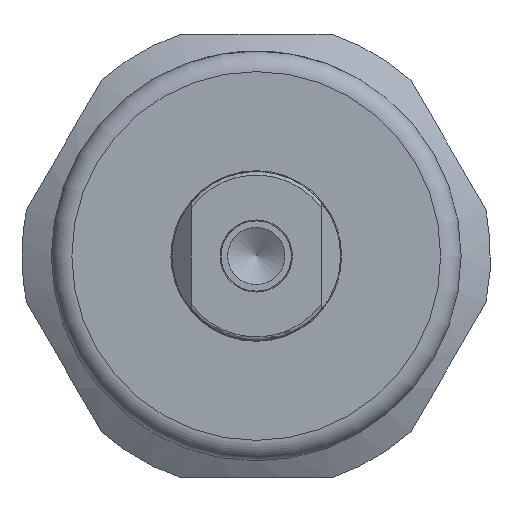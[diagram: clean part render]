
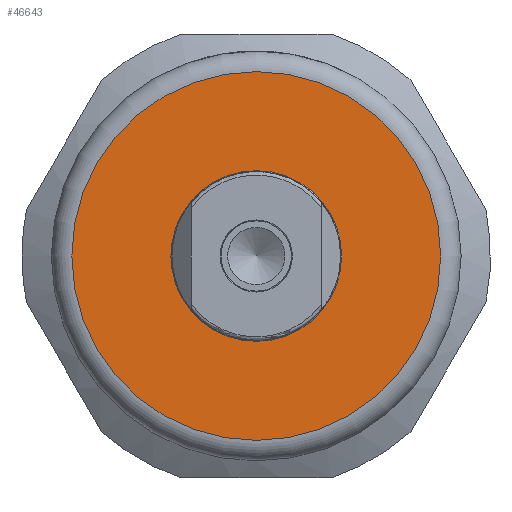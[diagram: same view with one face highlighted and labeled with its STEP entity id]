
A CAD part, left-side view. The second image highlights one B-rep face of the part: STEP entity #46643.
In plain terms, the highlighted planar face has unit normal (-1, 0, 0).
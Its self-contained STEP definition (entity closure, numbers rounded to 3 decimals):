
#46315=CARTESIAN_POINT('',(-139.,27.,0.));
#46316=VERTEX_POINT('',#46315);
#46317=CARTESIAN_POINT('',(-139.,0.,0.0));
#46318=DIRECTION('',(1.0,0.0,0.0));
#46319=DIRECTION('',(0.0,-1.0,0.0));
#46320=AXIS2_PLACEMENT_3D('',#46317,#46318,#46319);
#46321=CIRCLE('',#46320,27.);
#46322=EDGE_CURVE('',#46316,#46316,#46321,.T.);
#46624=CARTESIAN_POINT('',(-139.,21.25,0.0));
#46625=DIRECTION('',(-1.0,0.0,0.0));
#46626=DIRECTION('',(0.0,0.0,1.0));
#46627=AXIS2_PLACEMENT_3D('',#46624,#46625,#46626);
#46628=PLANE('',#46627);
#46629=ORIENTED_EDGE('',*,*,#46322,.F.);
#46630=EDGE_LOOP('',(#46629));
#46631=FACE_OUTER_BOUND('',#46630,.T.);
#46632=CARTESIAN_POINT('',(-139.,12.5,0.0));
#46633=VERTEX_POINT('',#46632);
#46634=CARTESIAN_POINT('',(-139.,0.,0.0));
#46635=DIRECTION('',(1.0,0.0,0.0));
#46636=DIRECTION('',(0.0,1.0,0.0));
#46637=AXIS2_PLACEMENT_3D('',#46634,#46635,#46636);
#46638=CIRCLE('',#46637,12.5);
#46639=EDGE_CURVE('',#46633,#46633,#46638,.T.);
#46640=ORIENTED_EDGE('',*,*,#46639,.T.);
#46641=EDGE_LOOP('',(#46640));
#46642=FACE_BOUND('',#46641,.T.);
#46643=ADVANCED_FACE('',(#46631,#46642),#46628,.T.);
